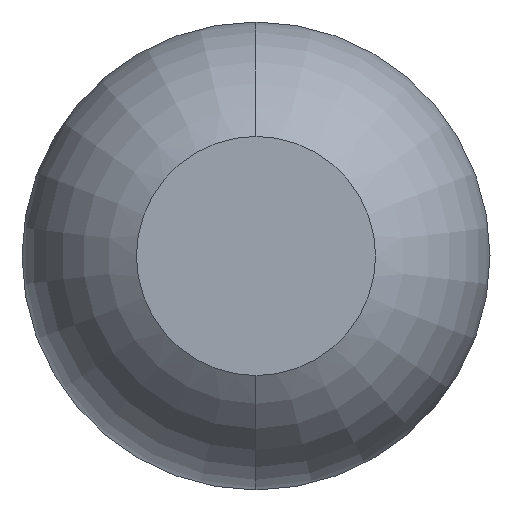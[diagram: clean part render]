
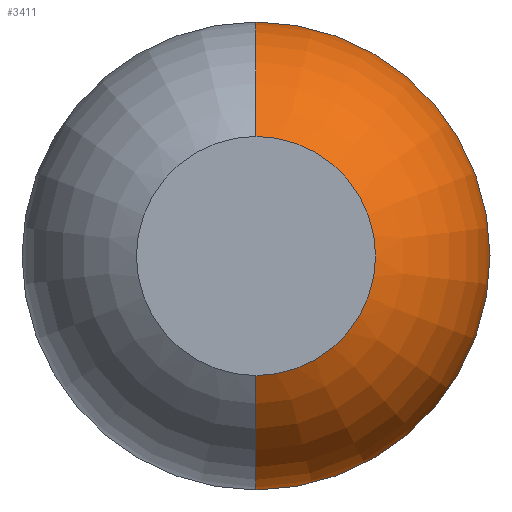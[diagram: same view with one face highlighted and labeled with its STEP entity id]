
A CAD part, front view. The second image highlights one B-rep face of the part: STEP entity #3411.
In plain terms, the highlighted toroidal (fillet/blend) face has major radius 0.035 mm and minor radius 0.65 mm.
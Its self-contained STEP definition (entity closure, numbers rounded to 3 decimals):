
#171 = AXIS2_PLACEMENT_3D ( 'NONE', #2503, #1836, #2158 ) ;
#314 = ORIENTED_EDGE ( 'NONE', *, *, #968, .T. ) ;
#345 = CARTESIAN_POINT ( 'NONE',  ( 0., -24.431, 0.035 ) ) ;
#349 = DIRECTION ( 'NONE',  ( -1., 0., 0. ) ) ;
#385 = TOROIDAL_SURFACE ( 'NONE', #171, 0.035, 0.65 ) ;
#442 = FACE_OUTER_BOUND ( 'NONE', #877, .T. ) ;
#450 = CARTESIAN_POINT ( 'NONE',  ( 0., -24.431, -0.685 ) ) ;
#602 = DIRECTION ( 'NONE',  ( 0., -1., 0. ) ) ;
#618 = ORIENTED_EDGE ( 'NONE', *, *, #2573, .T. ) ;
#877 = EDGE_LOOP ( 'NONE', ( #618, #314, #3583, #2925 ) ) ;
#918 = AXIS2_PLACEMENT_3D ( 'NONE', #2903, #2599, #3219 ) ;
#968 = EDGE_CURVE ( 'NONE', #3700, #3147, #1139, .T. ) ;
#1139 = CIRCLE ( 'NONE', #2890, 0.65 ) ;
#1430 = AXIS2_PLACEMENT_3D ( 'NONE', #3603, #602, #4293 ) ;
#1642 = DIRECTION ( 'NONE',  ( 0., 0., -1. ) ) ;
#1655 = VERTEX_POINT ( 'NONE', #450 ) ;
#1698 = DIRECTION ( 'NONE',  ( 0., 0., 1. ) ) ;
#1836 = DIRECTION ( 'NONE',  ( 0., -1., 0. ) ) ;
#1946 = CARTESIAN_POINT ( 'NONE',  ( 0., -25., 0.35 ) ) ;
#1951 = EDGE_CURVE ( 'NONE', #1655, #3029, #3871, .T. ) ;
#2010 = CARTESIAN_POINT ( 'NONE',  ( 0., -24.431, -0.035 ) ) ;
#2158 = DIRECTION ( 'NONE',  ( 0., 0., -1. ) ) ;
#2217 = EDGE_CURVE ( 'Defeature ausgef�hrt2_14+Defeature ausgef�hrt2_4+Defeature ausgef�hrt2_4+Defeature ausgef�hrt2_4', #3029, #3147, #2607, .T. ) ;
#2503 = CARTESIAN_POINT ( 'NONE',  ( 0., -24.431, 0. ) ) ;
#2573 = EDGE_CURVE ( 'Defeature ausgef�hrt2_4+Defeature ausgef�hrt2_5+Defeature ausgef�hrt2_5+Defeature ausgef�hrt2_5', #1655, #3700, #4304, .T. ) ;
#2599 = DIRECTION ( 'NONE',  ( 0., -1., 0. ) ) ;
#2607 = CIRCLE ( 'NONE', #1430, 0.35 ) ;
#2768 = CARTESIAN_POINT ( 'NONE',  ( 0., -25., -0.35 ) ) ;
#2890 = AXIS2_PLACEMENT_3D ( 'NONE', #345, #3358, #1642 ) ;
#2903 = CARTESIAN_POINT ( 'NONE',  ( 0., -24.431, 0. ) ) ;
#2925 = ORIENTED_EDGE ( 'NONE', *, *, #1951, .F. ) ;
#3029 = VERTEX_POINT ( 'NONE', #2768 ) ;
#3147 = VERTEX_POINT ( 'NONE', #1946 ) ;
#3219 = DIRECTION ( 'NONE',  ( 0., 0., -1. ) ) ;
#3358 = DIRECTION ( 'NONE',  ( 1., 0., 0. ) ) ;
#3393 = CARTESIAN_POINT ( 'NONE',  ( 0., -24.431, 0.685 ) ) ;
#3411 = ADVANCED_FACE ( 'Defeature ausgef�hrt2_4', ( #442 ), #385, .T. ) ;
#3583 = ORIENTED_EDGE ( 'NONE', *, *, #2217, .F. ) ;
#3603 = CARTESIAN_POINT ( 'NONE',  ( 0., -25., 0. ) ) ;
#3700 = VERTEX_POINT ( 'NONE', #3393 ) ;
#3871 = CIRCLE ( 'NONE', #4280, 0.65 ) ;
#4280 = AXIS2_PLACEMENT_3D ( 'NONE', #2010, #349, #1698 ) ;
#4293 = DIRECTION ( 'NONE',  ( 0., 0., -1. ) ) ;
#4304 = CIRCLE ( 'NONE', #918, 0.685 ) ;
